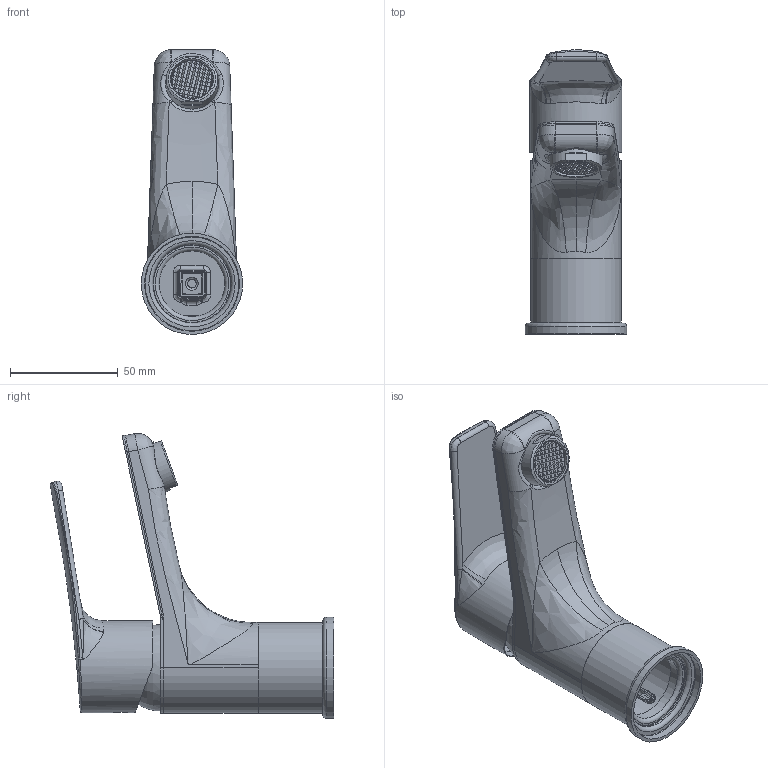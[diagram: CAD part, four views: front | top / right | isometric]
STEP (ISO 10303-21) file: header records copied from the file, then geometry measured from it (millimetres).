
FILE_DESCRIPTION (( 'STEP AP203' ), '1' );
FILE_NAME ('52AP11755.STEP', '2025-11-11T12:14:52', ( '' ), ( '' ), 'SwSTEP 2.0', 'SolidWorks 2021', '' );
FILE_SCHEMA (( 'CONFIG_CONTROL_DESIGN' ));
Length unit declared in the file: millimetre
Products named in the file (1): 52AP11755
Bounding box: 47 x 131.55 x 132.1 mm (x, y, z)
Volume: 59617.6 mm3; surface area: 73425.8 mm2
Topology: 11 solids, 11 shells, 1251 faces, 3385 edges, 2209 vertices
Faces by surface type: plane 960, cylinder 145, bspline 115, torus 21, cone 7, sphere 3
Full cylindrical faces by diameter (mm): 5.5 x1, 6.4 x1, 16 x1, 19 x1, 20 x2, 21 x1, 21.1 x1, 22.5 x2, 23 x1, 23.85 x1, 24 x1, 25 x1, 30.5 x1, 31 x1, 33.5 x1, 34 x1, 35.8 x1, 36.4 x1, 37 x1, 38 x1, 38.005 x1, 39.2 x1, 39.4 x1, 39.5 x1, 40.3 x2, 42 x1, 42.6 x1, 44 x1, 47 x1
Entity records: 64748 total; most frequent: CARTESIAN_POINT 34204, ORIENTED_EDGE 6610, DIRECTION 5552, EDGE_CURVE 3305, VECTOR 2616, LINE 2616, VERTEX_POINT 2189, EDGE_LOOP 1530
